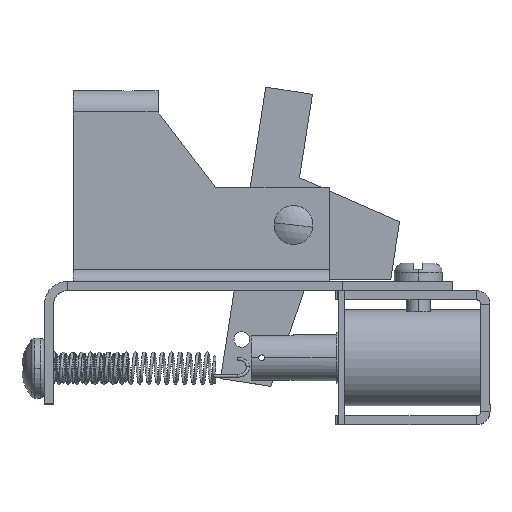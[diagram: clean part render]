
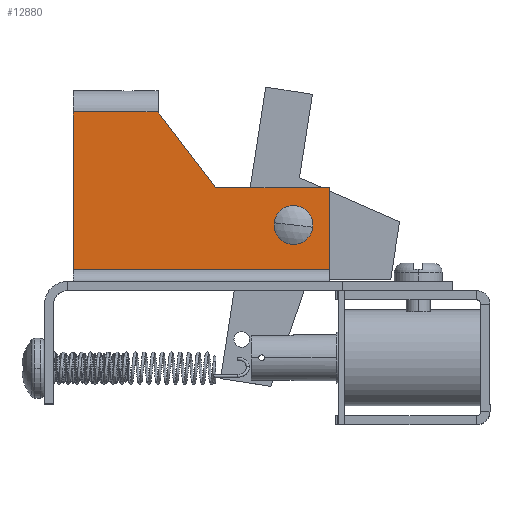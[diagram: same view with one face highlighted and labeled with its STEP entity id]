
A CAD part, top view. The second image highlights one B-rep face of the part: STEP entity #12880.
In plain terms, the highlighted planar face has unit normal (0, 0, 1).
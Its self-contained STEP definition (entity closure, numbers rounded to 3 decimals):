
#332 = CIRCLE ( 'NONE', #2047, 2.6 ) ;
#585 = DIRECTION ( 'NONE',  ( 0., 0., 1. ) ) ;
#648 = VECTOR ( 'NONE', #5540, 1000. ) ;
#1614 = CARTESIAN_POINT ( 'NONE',  ( -7., 15.701, -9.186 ) ) ;
#2047 = AXIS2_PLACEMENT_3D ( 'NONE', #9739, #6919, #16752 ) ;
#2076 = ORIENTED_EDGE ( 'NONE', *, *, #4235, .T. ) ;
#2119 = VERTEX_POINT ( 'NONE', #8043 ) ;
#2614 = AXIS2_PLACEMENT_3D ( 'NONE', #9032, #585, #11763 ) ;
#2753 = FACE_BOUND ( 'NONE', #17951, .T. ) ;
#2868 = VERTEX_POINT ( 'NONE', #17861 ) ;
#3903 = EDGE_LOOP ( 'NONE', ( #7647, #14584, #16397, #7762, #2076, #10151 ) ) ;
#4019 = CARTESIAN_POINT ( 'NONE',  ( 12., 15.701, -9.186 ) ) ;
#4205 = EDGE_CURVE ( 'NONE', #2119, #12056, #10453, .T. ) ;
#4215 = PLANE ( 'NONE',  #12674 ) ;
#4235 = EDGE_CURVE ( 'NONE', #13795, #17993, #10136, .T. ) ;
#5293 = VECTOR ( 'NONE', #10959, 1000. ) ;
#5405 = CARTESIAN_POINT ( 'NONE',  ( 0., 28.371, -9.186 ) ) ;
#5540 = DIRECTION ( 'NONE',  ( 0., -1., 0. ) ) ;
#5987 = CARTESIAN_POINT ( 'NONE',  ( -30.8, 28.371, -9.186 ) ) ;
#6352 = CARTESIAN_POINT ( 'NONE',  ( 12., 2., -9.186 ) ) ;
#6668 = EDGE_CURVE ( 'NONE', #13795, #17916, #7726, .T. ) ;
#6766 = FACE_OUTER_BOUND ( 'NONE', #3903, .T. ) ;
#6919 = DIRECTION ( 'NONE',  ( 0., 0., 1. ) ) ;
#7647 = ORIENTED_EDGE ( 'NONE', *, *, #12481, .F. ) ;
#7726 = LINE ( 'NONE', #6352, #16313 ) ;
#7762 = ORIENTED_EDGE ( 'NONE', *, *, #6668, .F. ) ;
#8043 = CARTESIAN_POINT ( 'NONE',  ( 8.6, 9.481, -9.186 ) ) ;
#8143 = LINE ( 'NONE', #5405, #5293 ) ;
#8273 = LINE ( 'NONE', #13840, #648 ) ;
#8304 = CARTESIAN_POINT ( 'NONE',  ( 0., 0., -9.186 ) ) ;
#8336 = VECTOR ( 'NONE', #13070, 1000. ) ;
#8766 = CARTESIAN_POINT ( 'NONE',  ( 12., 0., -9.186 ) ) ;
#9032 = CARTESIAN_POINT ( 'NONE',  ( 6., 9.481, -9.186 ) ) ;
#9666 = EDGE_CURVE ( 'NONE', #2868, #17993, #11884, .T. ) ;
#9739 = CARTESIAN_POINT ( 'NONE',  ( 6., 9.481, -9.186 ) ) ;
#10136 = LINE ( 'NONE', #8766, #13362 ) ;
#10151 = ORIENTED_EDGE ( 'NONE', *, *, #9666, .F. ) ;
#10335 = VECTOR ( 'NONE', #11335, 1000. ) ;
#10453 = CIRCLE ( 'NONE', #2614, 2.6 ) ;
#10959 = DIRECTION ( 'NONE',  ( 1., 0., 0. ) ) ;
#11335 = DIRECTION ( 'NONE',  ( 0.605, -0.796, 0. ) ) ;
#11763 = DIRECTION ( 'NONE',  ( 1., 0., 0. ) ) ;
#11884 = LINE ( 'NONE', #15885, #8336 ) ;
#12009 = DIRECTION ( 'NONE',  ( -1., 0., 0. ) ) ;
#12056 = VERTEX_POINT ( 'NONE', #16083 ) ;
#12113 = CARTESIAN_POINT ( 'NONE',  ( -30.8, 2., -9.186 ) ) ;
#12319 = DIRECTION ( 'NONE',  ( 0., 0., -1. ) ) ;
#12481 = EDGE_CURVE ( 'NONE', #17523, #2868, #17152, .T. ) ;
#12674 = AXIS2_PLACEMENT_3D ( 'NONE', #8304, #12319, #13508 ) ;
#12880 = ADVANCED_FACE ( 'NONE', ( #2753, #6766 ), #4215, .F. ) ;
#13070 = DIRECTION ( 'NONE',  ( 1., 0., 0. ) ) ;
#13362 = VECTOR ( 'NONE', #14328, 1000. ) ;
#13508 = DIRECTION ( 'NONE',  ( -1., 0., 0. ) ) ;
#13795 = VERTEX_POINT ( 'NONE', #17334 ) ;
#13840 = CARTESIAN_POINT ( 'NONE',  ( -30.8, 0., -9.186 ) ) ;
#14328 = DIRECTION ( 'NONE',  ( 0., 1., 0. ) ) ;
#14396 = CARTESIAN_POINT ( 'NONE',  ( -16.63, 28.371, -9.186 ) ) ;
#14412 = ORIENTED_EDGE ( 'NONE', *, *, #4205, .F. ) ;
#14584 = ORIENTED_EDGE ( 'NONE', *, *, #15364, .F. ) ;
#15046 = EDGE_CURVE ( 'NONE', #16568, #17916, #8273, .T. ) ;
#15364 = EDGE_CURVE ( 'NONE', #16568, #17523, #8143, .T. ) ;
#15885 = CARTESIAN_POINT ( 'NONE',  ( 12., 15.701, -9.186 ) ) ;
#16083 = CARTESIAN_POINT ( 'NONE',  ( 3.4, 9.481, -9.186 ) ) ;
#16313 = VECTOR ( 'NONE', #12009, 1000. ) ;
#16371 = EDGE_CURVE ( 'NONE', #12056, #2119, #332, .T. ) ;
#16397 = ORIENTED_EDGE ( 'NONE', *, *, #15046, .T. ) ;
#16568 = VERTEX_POINT ( 'NONE', #5987 ) ;
#16752 = DIRECTION ( 'NONE',  ( 1., 0., 0. ) ) ;
#17152 = LINE ( 'NONE', #1614, #10335 ) ;
#17334 = CARTESIAN_POINT ( 'NONE',  ( 12., 2., -9.186 ) ) ;
#17379 = ORIENTED_EDGE ( 'NONE', *, *, #16371, .F. ) ;
#17523 = VERTEX_POINT ( 'NONE', #14396 ) ;
#17861 = CARTESIAN_POINT ( 'NONE',  ( -7., 15.701, -9.186 ) ) ;
#17916 = VERTEX_POINT ( 'NONE', #12113 ) ;
#17951 = EDGE_LOOP ( 'NONE', ( #14412, #17379 ) ) ;
#17993 = VERTEX_POINT ( 'NONE', #4019 ) ;
